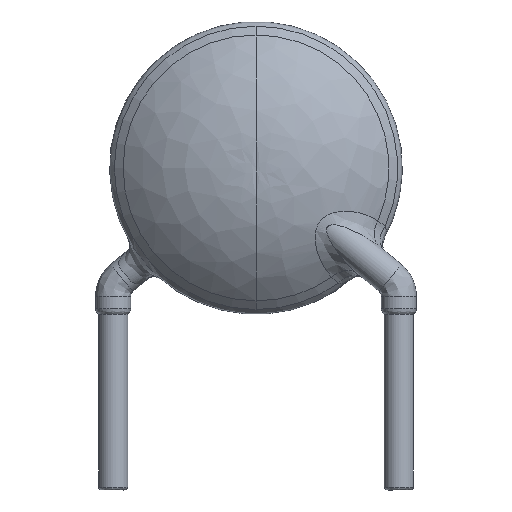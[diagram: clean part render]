
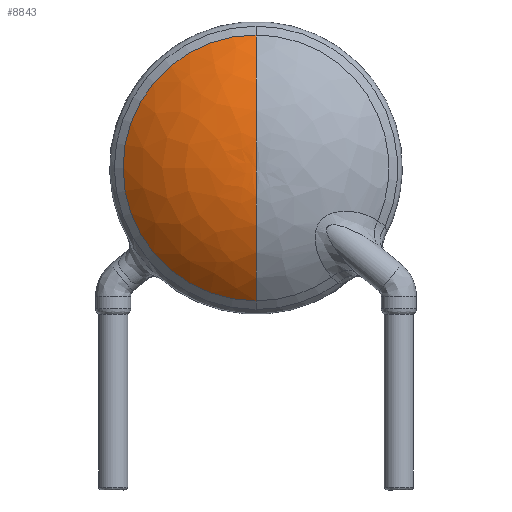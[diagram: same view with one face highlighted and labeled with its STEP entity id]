
A CAD part, front view. The second image highlights one B-rep face of the part: STEP entity #8843.
In plain terms, the highlighted free-form (B-spline) face has degree [3, 3] with [4, 4] control points.
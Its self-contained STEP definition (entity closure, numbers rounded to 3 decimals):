
#632 = EDGE_CURVE ( 'NONE', #4318, #14976, #4484, .T. ) ;
#716 = CARTESIAN_POINT ( 'NONE',  ( 0., -0.326, 2.5 ) ) ;
#835 = CIRCLE ( 'NONE', #5269, 3. ) ;
#1634 = EDGE_CURVE ( 'NONE', #15461, #14976, #835, .T. ) ;
#1715 = CARTESIAN_POINT ( 'NONE',  ( 0., 1.867, 2.278 ) ) ;
#1762 = CARTESIAN_POINT ( 'NONE',  ( -4.54, -0.326, 0.23 ) ) ;
#2070 = CARTESIAN_POINT ( 'NONE',  ( 0., -0.326, 0.23 ) ) ;
#2308 = CIRCLE ( 'NONE', #19723, 2.27 ) ;
#2372 = CARTESIAN_POINT ( 'NONE',  ( 0., 1.867, 2.722 ) ) ;
#4074 = CARTESIAN_POINT ( 'NONE',  ( 0., -0.326, 4.77 ) ) ;
#4318 = VERTEX_POINT ( 'NONE', #2070 ) ;
#4484 = CIRCLE ( 'NONE', #17439, 3. ) ;
#5269 = AXIS2_PLACEMENT_3D ( 'NONE', #2372, #10857, #17890 ) ;
#6408 = EDGE_LOOP ( 'NONE', ( #21745, #21934, #10784 ) ) ;
#6727 = CARTESIAN_POINT ( 'NONE',  ( -1.695, -1.188, 1.653 ) ) ;
#6831 = CARTESIAN_POINT ( 'NONE',  ( 0., -1.188, 3.347 ) ) ;
#7256 = DIRECTION ( 'NONE',  ( 0., 0., -1. ) ) ;
#8485 = CARTESIAN_POINT ( 'NONE',  ( 0., -0.906, 0.851 ) ) ;
#8843 = ADVANCED_FACE ( 'NONE', ( #17409 ), #20435, .T. ) ;
#9137 = DIRECTION ( 'NONE',  ( -1., 0., 0. ) ) ;
#9687 = CARTESIAN_POINT ( 'NONE',  ( 0., -1.125, 2.5 ) ) ;
#10251 = CARTESIAN_POINT ( 'NONE',  ( 0., -0.326, 0.23 ) ) ;
#10369 = CARTESIAN_POINT ( 'NONE',  ( 0., -0.906, 4.149 ) ) ;
#10600 = CARTESIAN_POINT ( 'NONE',  ( 0., -1.125, 2.5 ) ) ;
#10784 = ORIENTED_EDGE ( 'NONE', *, *, #1634, .F. ) ;
#10857 = DIRECTION ( 'NONE',  ( 1., 0., 0. ) ) ;
#12207 = CARTESIAN_POINT ( 'NONE',  ( 0., -1.125, 2.5 ) ) ;
#13928 = CARTESIAN_POINT ( 'NONE',  ( 0., -1.125, 2.5 ) ) ;
#14976 = VERTEX_POINT ( 'NONE', #9687 ) ;
#15461 = VERTEX_POINT ( 'NONE', #4074 ) ;
#15896 = CARTESIAN_POINT ( 'NONE',  ( -4.54, -0.326, 4.77 ) ) ;
#16466 = DIRECTION ( 'NONE',  ( 0., 0., 1. ) ) ;
#17293 = CARTESIAN_POINT ( 'NONE',  ( 0., -0.326, 4.77 ) ) ;
#17409 = FACE_OUTER_BOUND ( 'NONE', #6408, .T. ) ;
#17439 = AXIS2_PLACEMENT_3D ( 'NONE', #1715, #9137, #7256 ) ;
#17634 = CARTESIAN_POINT ( 'NONE',  ( 0., -1.125, 2.5 ) ) ;
#17890 = DIRECTION ( 'NONE',  ( 0., 0., 1. ) ) ;
#18775 = EDGE_CURVE ( 'NONE', #15461, #4318, #2308, .T. ) ;
#19277 = CARTESIAN_POINT ( 'NONE',  ( -3.298, -0.906, 4.149 ) ) ;
#19723 = AXIS2_PLACEMENT_3D ( 'NONE', #716, #21706, #16466 ) ;
#20435 =( BOUNDED_SURFACE ( )  B_SPLINE_SURFACE ( 3, 3, ( 
 ( #10251, #1762, #15896, #17293 ),
 ( #8485, #22642, #19277, #10369 ),
 ( #21126, #6727, #22756, #6831 ),
 ( #13928, #10600, #12207, #17634 ) ),
 .UNSPECIFIED., .F., .F., .T. ) 
 B_SPLINE_SURFACE_WITH_KNOTS ( ( 4, 4 ),
 ( 4, 4 ),
 ( 0., 1. ),
 ( 0., 1. ),
 .UNSPECIFIED. ) 
 GEOMETRIC_REPRESENTATION_ITEM ( )  RATIONAL_B_SPLINE_SURFACE ( (
 ( 1., 0.333, 0.333, 1.),
 ( 0.944, 0.315, 0.315, 0.944),
 ( 0.944, 0.315, 0.315, 0.944),
 ( 1., 0.333, 0.333, 1.) ) ) 
 REPRESENTATION_ITEM ( '' )  SURFACE ( )  );
#21126 = CARTESIAN_POINT ( 'NONE',  ( 0., -1.188, 1.653 ) ) ;
#21706 = DIRECTION ( 'NONE',  ( 0., -1., 0. ) ) ;
#21745 = ORIENTED_EDGE ( 'NONE', *, *, #18775, .T. ) ;
#21934 = ORIENTED_EDGE ( 'NONE', *, *, #632, .T. ) ;
#22642 = CARTESIAN_POINT ( 'NONE',  ( -3.298, -0.906, 0.851 ) ) ;
#22756 = CARTESIAN_POINT ( 'NONE',  ( -1.695, -1.188, 3.347 ) ) ;
